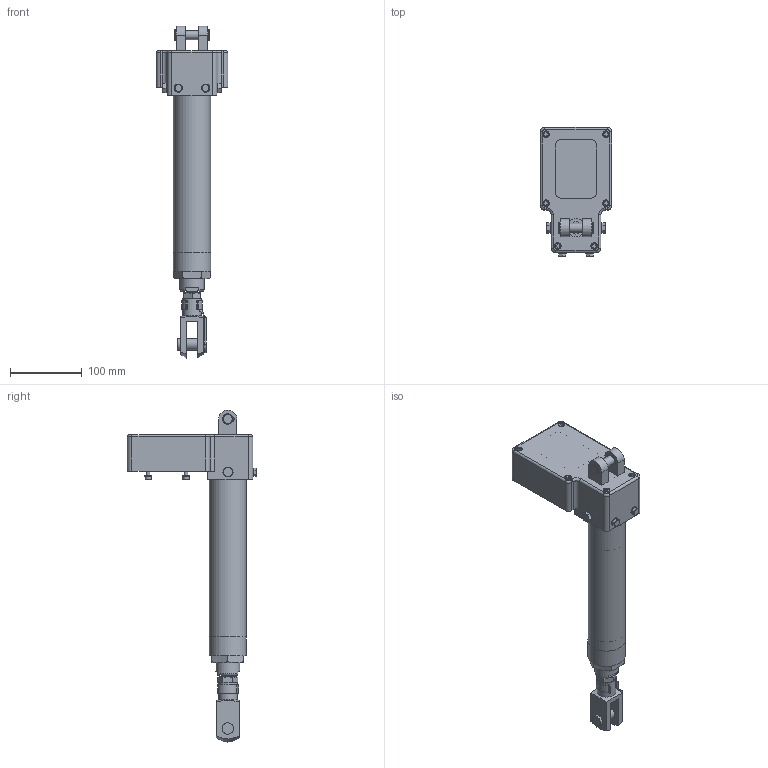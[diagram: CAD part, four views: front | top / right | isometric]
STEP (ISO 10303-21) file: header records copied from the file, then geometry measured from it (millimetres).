
FILE_DESCRIPTION (( 'STEP AP203' ), '1' );
FILE_NAME ('ERD-477045-1.step', '2024-12-18T14:16:41', ( '' ), ( '' ), 'SwSTEP 2.0', 'SolidWorks 2024', '' );
FILE_SCHEMA (( 'CONFIG_CONTROL_DESIGN' ));
Length unit declared in the file: inch
Products named in the file (7): temp2_11321783_ERD-477045-1_YMH-RP; 21939132_ERD-477045-1; tempJoin6_83169035_ERD-477045-1; ERD-477045-1; tempJoin0_21939328_ERD-477045-1; 21939201_ERD-477045-1; Base_ERD-477045-1
Assembly tree (6 placements, depth 2):
  ERD-477045-1
    tempJoin0_21939328_ERD-477045-1
    21939132_ERD-477045-1
    21939201_ERD-477045-1
    temp2_11321783_ERD-477045-1_YMH-RP
    tempJoin6_83169035_ERD-477045-1
    Base_ERD-477045-1
Bounding box: 100.33 x 180.66 x 464.27 mm (x, y, z)
Volume: 912548.3 mm3; surface area: 293693.2 mm2
Topology: 17 solids, 32 shells, 926 faces, 2130 edges, 1359 vertices
Faces by surface type: plane 549, cylinder 252, cone 90, torus 28, bspline 7
Full cylindrical faces by diameter (mm): 1.194 x4, 3.967 x1, 4.2 x14, 4.826 x1, 5 x16, 5.232 x6, 5.486 x4, 5.999 x4, 6.8 x2, 7.925 x1, 8.331 x1, 8.5 x14, 9.144 x6, 9.652 x4, 9.754 x4, 11.252 x2, 11.887 x2, 12.7 x5, 13.487 x2, 13.716 x1, 14 x1, 14.5 x2, 15.875 x2, 16 x2, 16.051 x2, 21.844 x1, 23.673 x3, 23.774 x2, 25.4 x1, 26 x1
Entity records: 26864 total; most frequent: CARTESIAN_POINT 6101, DIRECTION 4304, ORIENTED_EDGE 3698, EDGE_CURVE 1849, AXIS2_PLACEMENT_3D 1668, VERTEX_POINT 1273, EDGE_LOOP 1254, FACE_OUTER_BOUND 1066
